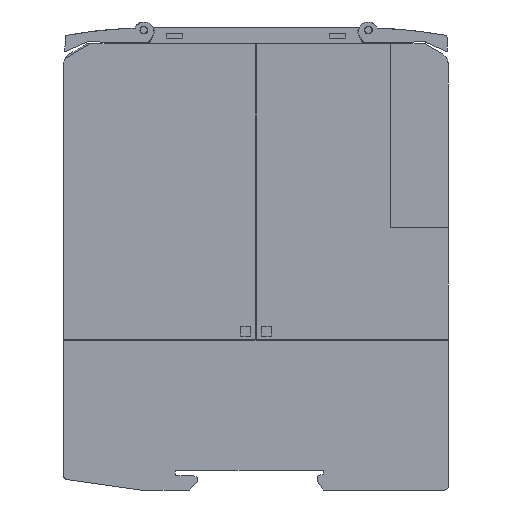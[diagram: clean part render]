
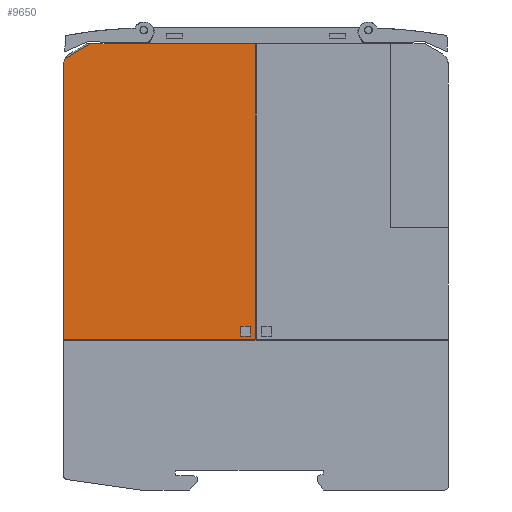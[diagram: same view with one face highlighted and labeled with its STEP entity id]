
A CAD part, left-side view. The second image highlights one B-rep face of the part: STEP entity #9650.
In plain terms, the highlighted planar face has unit normal (-1, 0, 0).
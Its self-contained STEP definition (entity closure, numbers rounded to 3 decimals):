
#9650=ADVANCED_FACE('',(#25355,#25356),#25357,.T.);
#19678=VERTEX_POINT('',#35453);
#19682=VERTEX_POINT('',#35457);
#19684=EDGE_CURVE('',#19682,#19678,#35459,.T.);
#19696=VERTEX_POINT('',#35471);
#19700=EDGE_CURVE('',#19678,#19696,#35475,.T.);
#19714=VERTEX_POINT('',#35489);
#19718=VERTEX_POINT('',#35493);
#19720=EDGE_CURVE('',#19718,#19714,#35495,.T.);
#19940=VERTEX_POINT('',#35715);
#19944=VERTEX_POINT('',#35719);
#19946=EDGE_CURVE('',#19940,#19944,#35721,.T.);
#21016=VERTEX_POINT('',#36791);
#21022=VERTEX_POINT('',#36797);
#21024=EDGE_CURVE('',#21022,#21016,#36799,.T.);
#21042=EDGE_CURVE('',#19714,#21022,#36817,.T.);
#21048=VERTEX_POINT('',#36823);
#21052=EDGE_CURVE('',#19696,#21048,#36827,.T.);
#21056=EDGE_CURVE('',#21048,#19682,#36831,.T.);
#21058=EDGE_CURVE('',#21016,#19944,#36833,.T.);
#21060=EDGE_CURVE('',#19940,#19718,#36835,.T.);
#25355=FACE_OUTER_BOUND('',#41123,.T.);
#25356=FACE_BOUND('',#41124,.T.);
#25357=PLANE('',#41125);
#35453=CARTESIAN_POINT('',(0.0,54.0,40.0));
#35457=CARTESIAN_POINT('',(0.0,51.4,40.0));
#35459=LINE('',#57459,#57460);
#35471=CARTESIAN_POINT('',(0.0,54.0,42.6));
#35475=LINE('',#57487,#57488);
#35489=CARTESIAN_POINT('',(0.0,50.1,116.0));
#35493=CARTESIAN_POINT('',(0.0,50.1,39.2));
#35495=LINE('',#57517,#57518);
#35715=CARTESIAN_POINT('',(0.0,100.0,39.2));
#35719=CARTESIAN_POINT('',(0.0,100.0,110.804));
#35721=LINE('',#57855,#57856);
#36791=CARTESIAN_POINT('',(0.0,99.719,112.072));
#36797=CARTESIAN_POINT('',(0.0,93.181,116.0));
#36799=LINE('',#59494,#59495);
#36817=LINE('',#59526,#59527);
#36823=CARTESIAN_POINT('',(0.0,51.4,42.6));
#36827=LINE('',#59542,#59543);
#36831=LINE('',#59550,#59551);
#36833=CIRCLE('',#59554,3.);
#36835=LINE('',#59557,#59558);
#41123=EDGE_LOOP('',(#71999,#72000,#72001,#72002,#72003,#72004));
#41124=EDGE_LOOP('',(#72005,#72006,#72007,#72008));
#41125=AXIS2_PLACEMENT_3D('',#72009,#72010,#72011);
#57459=CARTESIAN_POINT('',(0.0,51.4,40.0));
#57460=VECTOR('',#76516,1.0);
#57487=CARTESIAN_POINT('',(0.0,54.0,40.25));
#57488=VECTOR('',#76522,1.0);
#57517=CARTESIAN_POINT('',(0.0,50.1,39.2));
#57518=VECTOR('',#76527,1.0);
#57855=CARTESIAN_POINT('',(0.0,100.0,39.2));
#57856=VECTOR('',#76638,1.0);
#59494=CARTESIAN_POINT('',(0.0,98.149,113.015));
#59495=VECTOR('',#77180,1.0);
#59526=CARTESIAN_POINT('',(0.0,100.0,116.0));
#59527=VECTOR('',#77192,1.0);
#59542=CARTESIAN_POINT('',(0.0,51.4,42.6));
#59543=VECTOR('',#77195,1.0);
#59550=CARTESIAN_POINT('',(0.0,51.4,40.25));
#59551=VECTOR('',#77197,1.0);
#59554=AXIS2_PLACEMENT_3D('',#77198,#77199,#77200);
#59557=CARTESIAN_POINT('',(0.0,100.0,39.2));
#59558=VECTOR('',#77201,1.0);
#71999=ORIENTED_EDGE('',*,*,#21024,.T.);
#72000=ORIENTED_EDGE('',*,*,#21058,.T.);
#72001=ORIENTED_EDGE('',*,*,#19946,.F.);
#72002=ORIENTED_EDGE('',*,*,#21060,.T.);
#72003=ORIENTED_EDGE('',*,*,#19720,.T.);
#72004=ORIENTED_EDGE('',*,*,#21042,.T.);
#72005=ORIENTED_EDGE('',*,*,#21056,.T.);
#72006=ORIENTED_EDGE('',*,*,#19684,.T.);
#72007=ORIENTED_EDGE('',*,*,#19700,.T.);
#72008=ORIENTED_EDGE('',*,*,#21052,.T.);
#72009=CARTESIAN_POINT('',(0.0,50.1,39.2));
#72010=DIRECTION('',(-1.0,0.0,0.0));
#72011=DIRECTION('',(0.0,1.0,0.0));
#76516=DIRECTION('',(0.0,1.0,0.0));
#76522=DIRECTION('',(0.0,0.0,1.0));
#76527=DIRECTION('',(0.0,0.0,1.0));
#76638=DIRECTION('',(0.0,0.0,1.0));
#77180=DIRECTION('',(0.0,0.857,-0.515));
#77192=DIRECTION('',(0.0,1.0,0.0));
#77195=DIRECTION('',(0.0,-1.0,0.0));
#77197=DIRECTION('',(0.0,0.0,-1.0));
#77198=CARTESIAN_POINT('',(0.0,97.,110.804));
#77199=DIRECTION('',(-1.0,0.0,0.0));
#77200=DIRECTION('',(0.0,1.0,0.));
#77201=DIRECTION('',(0.0,-1.0,0.0));
